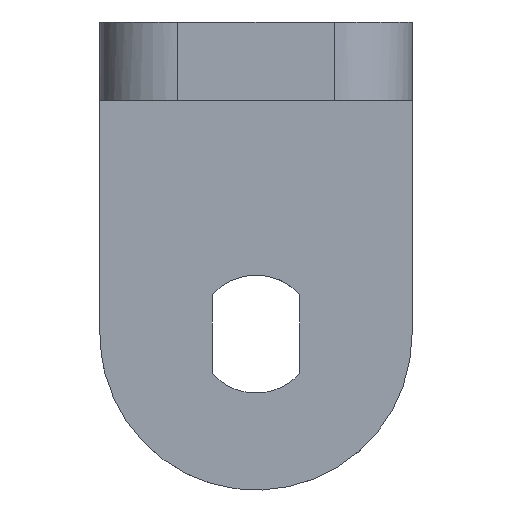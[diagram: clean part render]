
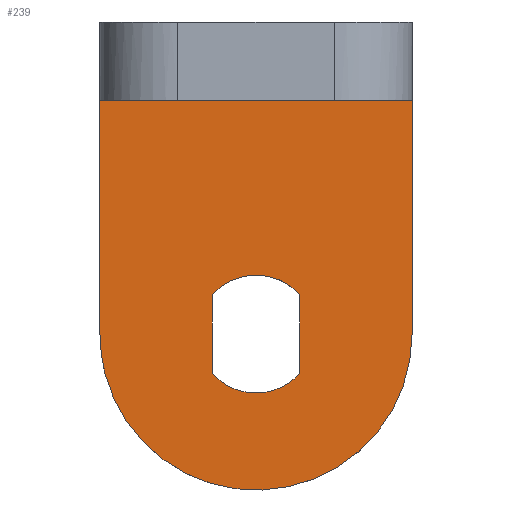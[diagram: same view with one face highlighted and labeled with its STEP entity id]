
A CAD part, left-side view. The second image highlights one B-rep face of the part: STEP entity #239.
In plain terms, the highlighted free-form (B-spline) face has degree [1, 1] with [2, 2] control points.
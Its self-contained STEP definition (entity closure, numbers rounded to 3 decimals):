
#19=CARTESIAN_POINT('',(-2.0,-1.125,-1.007));
#20=VERTEX_POINT('',#19);
#21=CARTESIAN_POINT('',(-2.0,1.125,-1.007));
#22=VERTEX_POINT('',#21);
#23=CARTESIAN_POINT('',(-2.0,-1.125,-1.007));
#24=CARTESIAN_POINT('',(-2.,-1.054,-1.086));
#25=CARTESIAN_POINT('',(-2.,-0.907,-1.22));
#26=CARTESIAN_POINT('',(-2.,-0.65,-1.373));
#27=CARTESIAN_POINT('',(-2.,-0.369,-1.475));
#28=CARTESIAN_POINT('',(-2.,-0.08,-1.517));
#29=CARTESIAN_POINT('',(-2.,0.219,-1.503));
#30=CARTESIAN_POINT('',(-2.,0.477,-1.441));
#31=CARTESIAN_POINT('',(-2.,0.72,-1.335));
#32=CARTESIAN_POINT('',(-2.,0.932,-1.198));
#33=CARTESIAN_POINT('',(-2.,1.063,-1.076));
#34=CARTESIAN_POINT('',(-2.0,1.125,-1.007));
#35=B_SPLINE_CURVE_WITH_KNOTS('',3,(#23,#24,#25,#26,#27,#28,#29,#30,#31,#32,#33,#34),.UNSPECIFIED.,.F.,.U.,(4,1,1,1,1,1,1,1,1,4),(0.,0.317,0.595,0.892,1.21,1.468,1.785,2.003,2.261,2.539),.UNSPECIFIED.);
#36=EDGE_CURVE('',#20,#22,#35,.T.);
#75=CARTESIAN_POINT('',(-2.0,-1.125,1.007));
#76=VERTEX_POINT('',#75);
#77=CARTESIAN_POINT('',(-2.0,-1.125,1.007));
#78=CARTESIAN_POINT('',(-2.0,-1.125,-1.007));
#79=QUASI_UNIFORM_CURVE('',1,(#77,#78),.UNSPECIFIED.,.F.,.U.);
#80=EDGE_CURVE('',#76,#20,#79,.T.);
#112=CARTESIAN_POINT('',(-2.0,1.125,1.007));
#113=VERTEX_POINT('',#112);
#114=CARTESIAN_POINT('',(-2.0,1.125,1.007));
#115=CARTESIAN_POINT('',(-2.,1.054,1.086));
#116=CARTESIAN_POINT('',(-2.,0.916,1.211));
#117=CARTESIAN_POINT('',(-2.,0.702,1.343));
#118=CARTESIAN_POINT('',(-2.,0.495,1.432));
#119=CARTESIAN_POINT('',(-2.,0.258,1.496));
#120=CARTESIAN_POINT('',(-2.,0.02,1.516));
#121=CARTESIAN_POINT('',(-2.,-0.251,1.497));
#122=CARTESIAN_POINT('',(-2.,-0.503,1.434));
#123=CARTESIAN_POINT('',(-2.,-0.827,1.282));
#124=CARTESIAN_POINT('',(-2.,-1.019,1.125));
#125=CARTESIAN_POINT('',(-2.0,-1.125,1.007));
#126=B_SPLINE_CURVE_WITH_KNOTS('',3,(#114,#115,#116,#117,#118,#119,#120,#121,#122,#123,#124,#125),.UNSPECIFIED.,.F.,.U.,(4,1,1,1,1,1,1,1,1,4),(0.,0.317,0.555,0.754,0.992,1.289,1.468,1.805,2.063,2.539),.UNSPECIFIED.);
#127=EDGE_CURVE('',#113,#76,#126,.T.);
#160=CARTESIAN_POINT('',(-2.0,1.125,-1.007));
#161=CARTESIAN_POINT('',(-2.0,1.125,1.007));
#162=QUASI_UNIFORM_CURVE('',1,(#160,#161),.UNSPECIFIED.,.F.,.U.);
#163=EDGE_CURVE('',#22,#113,#162,.T.);
#175=CARTESIAN_POINT('',(-2.0,-4.4,6.5));
#176=CARTESIAN_POINT('',(-2.0,4.4,6.5));
#177=CARTESIAN_POINT('',(-2.0,-4.4,-4.5));
#178=CARTESIAN_POINT('',(-2.0,4.4,-4.5));
#179=B_SPLINE_SURFACE_WITH_KNOTS('',1,1,((#175,#177),(#176,#178)),.UNSPECIFIED.,.F.,.F.,.U.,(2,2),(2,2),(0.0,8.799),(0.0,10.999),.UNSPECIFIED.);
#180=CARTESIAN_POINT('',(-2.0,4.,0.));
#181=VERTEX_POINT('',#180);
#182=CARTESIAN_POINT('',(-2.0,4.0,6.));
#183=VERTEX_POINT('',#182);
#184=CARTESIAN_POINT('',(-2.0,4.,0.));
#185=CARTESIAN_POINT('',(-2.0,4.0,6.));
#186=QUASI_UNIFORM_CURVE('',1,(#184,#185),.UNSPECIFIED.,.F.,.U.);
#187=EDGE_CURVE('',#181,#183,#186,.T.);
#188=ORIENTED_EDGE('',*,*,#187,.F.);
#189=CARTESIAN_POINT('',(-2.0,-4.,0.));
#190=VERTEX_POINT('',#189);
#191=CARTESIAN_POINT('',(-2.0,-4.,0.));
#192=CARTESIAN_POINT('',(-2.,-4.,-0.295));
#193=CARTESIAN_POINT('',(-2.,-3.94,-0.834));
#194=CARTESIAN_POINT('',(-2.,-3.72,-1.515));
#195=CARTESIAN_POINT('',(-2.,-3.464,-2.019));
#196=CARTESIAN_POINT('',(-2.,-3.168,-2.462));
#197=CARTESIAN_POINT('',(-2.,-2.837,-2.837));
#198=CARTESIAN_POINT('',(-2.,-2.422,-3.197));
#199=CARTESIAN_POINT('',(-2.,-1.945,-3.516));
#200=CARTESIAN_POINT('',(-2.,-1.429,-3.75));
#201=CARTESIAN_POINT('',(-2.,-0.926,-3.899));
#202=CARTESIAN_POINT('',(-2.,-0.426,-3.991));
#203=CARTESIAN_POINT('',(-2.,0.23,-4.017));
#204=CARTESIAN_POINT('',(-2.,0.897,-3.918));
#205=CARTESIAN_POINT('',(-2.,1.521,-3.714));
#206=CARTESIAN_POINT('',(-2.,1.999,-3.479));
#207=CARTESIAN_POINT('',(-2.,2.462,-3.168));
#208=CARTESIAN_POINT('',(-2.0,2.824,-2.847));
#209=CARTESIAN_POINT('',(-2.0,3.161,-2.467));
#210=CARTESIAN_POINT('',(-2.,3.404,-2.117));
#211=CARTESIAN_POINT('',(-2.,3.634,-1.692));
#212=CARTESIAN_POINT('',(-2.,3.815,-1.243));
#213=CARTESIAN_POINT('',(-2.,3.963,-0.654));
#214=CARTESIAN_POINT('',(-2.,4.,-0.237));
#215=CARTESIAN_POINT('',(-2.0,4.,0.));
#216=B_SPLINE_CURVE_WITH_KNOTS('',3,(#191,#192,#193,#194,#195,#196,#197,#198,#199,#200,#201,#202,#203,#204,#205,#206,#207,#208,#209,#210,#211,#212,#213,#214,#215),.UNSPECIFIED.,.F.,.U.,(4,1,1,1,1,1,1,1,1,1,1,1,1,1,1,1,1,1,1,1,1,1,4),(0.,0.884,1.62,2.135,2.577,3.215,3.632,4.222,4.933,5.326,5.792,6.455,7.289,7.805,8.418,8.885,9.474,9.867,10.407,10.75,11.315,11.855,12.566),.UNSPECIFIED.);
#217=EDGE_CURVE('',#190,#181,#216,.T.);
#218=ORIENTED_EDGE('',*,*,#217,.F.);
#219=CARTESIAN_POINT('',(-2.0,-4.,6.));
#220=VERTEX_POINT('',#219);
#221=CARTESIAN_POINT('',(-2.0,-4.,6.));
#222=CARTESIAN_POINT('',(-2.0,-4.,0.));
#223=QUASI_UNIFORM_CURVE('',1,(#221,#222),.UNSPECIFIED.,.F.,.U.);
#224=EDGE_CURVE('',#220,#190,#223,.T.);
#225=ORIENTED_EDGE('',*,*,#224,.F.);
#226=CARTESIAN_POINT('',(-2.0,4.0,6.));
#227=CARTESIAN_POINT('',(-2.0,-4.,6.));
#228=QUASI_UNIFORM_CURVE('',1,(#226,#227),.UNSPECIFIED.,.F.,.U.);
#229=EDGE_CURVE('',#183,#220,#228,.T.);
#230=ORIENTED_EDGE('',*,*,#229,.F.);
#231=EDGE_LOOP('',(#188,#218,#225,#230));
#232=FACE_OUTER_BOUND('',#231,.T.);
#233=ORIENTED_EDGE('',*,*,#163,.T.);
#234=ORIENTED_EDGE('',*,*,#127,.T.);
#235=ORIENTED_EDGE('',*,*,#80,.T.);
#236=ORIENTED_EDGE('',*,*,#36,.T.);
#237=EDGE_LOOP('',(#233,#234,#235,#236));
#238=FACE_BOUND('',#237,.T.);
#239=ADVANCED_FACE('',(#232,#238),#179,.T.);
